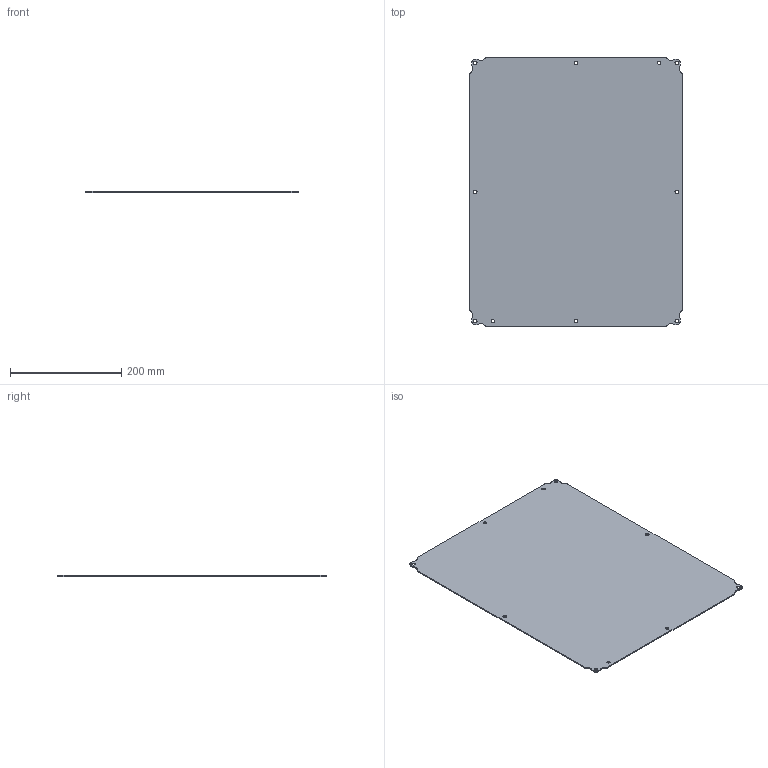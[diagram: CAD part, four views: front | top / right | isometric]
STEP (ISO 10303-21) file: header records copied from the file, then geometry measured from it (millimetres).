
FILE_DESCRIPTION (( 'STEP AP203' ), '1' );
FILE_NAME ('SCE-20P16JGALV.step', '2021-01-08T15:34:23', ( 'ADC123' ), ( 'Microsoft' ), 'SwSTEP 2.0', 'SolidWorks 2019', '' );
FILE_SCHEMA (( 'CONFIG_CONTROL_DESIGN' ));
Length unit declared in the file: inch
Products named in the file (1): SCE-20P16JGALV
Bounding box: 381 x 482.6 x 1.91 mm (x, y, z)
Volume: 348224.4 mm3; surface area: 369210.1 mm2
Topology: 1 solids, 1 shells, 52 faces, 150 edges, 100 vertices
Faces by surface type: cylinder 38, plane 14
Full cylindrical faces by diameter (mm): 5.537 x2, 6.35 x8
Entity records: 1819 total; most frequent: DIRECTION 322, CARTESIAN_POINT 293, ORIENTED_EDGE 280, EDGE_CURVE 140, AXIS2_PLACEMENT_3D 129, VERTEX_POINT 100, EDGE_LOOP 82, CIRCLE 76
